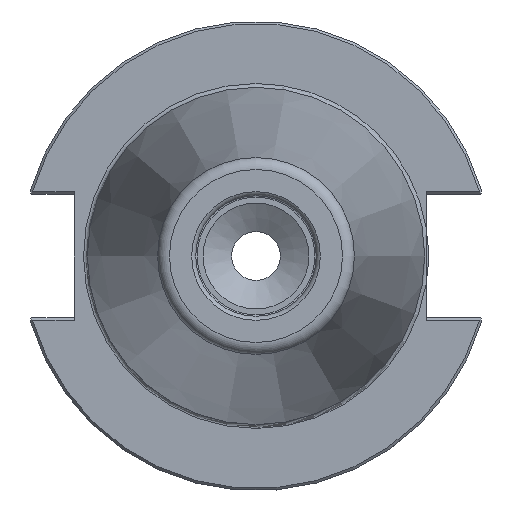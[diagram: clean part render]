
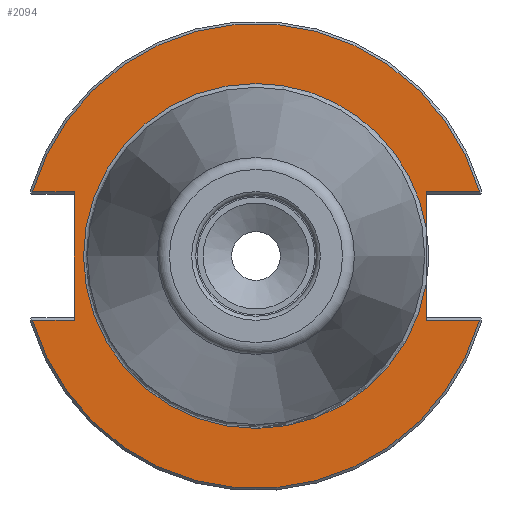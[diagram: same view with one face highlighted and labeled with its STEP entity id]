
A CAD part, left-side view. The second image highlights one B-rep face of the part: STEP entity #2094.
In plain terms, the highlighted planar face has unit normal (-1, 0, 0).
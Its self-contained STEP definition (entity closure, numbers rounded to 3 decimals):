
#123=PLANE('',#2280);
#203=FACE_OUTER_BOUND('',#320,.T.);
#320=EDGE_LOOP('',(#1496,#1497,#1498,#1499,#1500,#1501,#1502,#1503,#1504,
#1505,#1506));
#429=LINE('',#3287,#535);
#433=LINE('',#3295,#539);
#434=LINE('',#3299,#540);
#435=LINE('',#3301,#541);
#436=LINE('',#3303,#542);
#437=LINE('',#3307,#543);
#438=LINE('',#3309,#544);
#535=VECTOR('',#2640,10.);
#539=VECTOR('',#2646,10.);
#540=VECTOR('',#2649,10.);
#541=VECTOR('',#2650,10.);
#542=VECTOR('',#2651,10.);
#543=VECTOR('',#2654,10.);
#544=VECTOR('',#2655,10.);
#686=CIRCLE('',#2281,48.25);
#687=CIRCLE('',#2282,48.25);
#688=CIRCLE('',#2283,35.8);
#689=CIRCLE('',#2284,35.8);
#848=VERTEX_POINT('',#3282);
#849=VERTEX_POINT('',#3286);
#852=VERTEX_POINT('',#3294);
#853=VERTEX_POINT('',#3296);
#854=VERTEX_POINT('',#3298);
#855=VERTEX_POINT('',#3300);
#856=VERTEX_POINT('',#3302);
#857=VERTEX_POINT('',#3304);
#858=VERTEX_POINT('',#3306);
#859=VERTEX_POINT('',#3308);
#860=VERTEX_POINT('',#3310);
#1099=EDGE_CURVE('',#848,#849,#429,.T.);
#1103=EDGE_CURVE('',#852,#849,#433,.T.);
#1104=EDGE_CURVE('',#853,#848,#686,.T.);
#1105=EDGE_CURVE('',#854,#853,#434,.T.);
#1106=EDGE_CURVE('',#854,#855,#435,.T.);
#1107=EDGE_CURVE('',#856,#855,#436,.T.);
#1108=EDGE_CURVE('',#857,#856,#687,.T.);
#1109=EDGE_CURVE('',#858,#857,#437,.T.);
#1110=EDGE_CURVE('',#858,#859,#438,.T.);
#1111=EDGE_CURVE('',#859,#860,#688,.T.);
#1112=EDGE_CURVE('',#860,#852,#689,.T.);
#1496=ORIENTED_EDGE('',*,*,#1103,.T.);
#1497=ORIENTED_EDGE('',*,*,#1099,.F.);
#1498=ORIENTED_EDGE('',*,*,#1104,.F.);
#1499=ORIENTED_EDGE('',*,*,#1105,.F.);
#1500=ORIENTED_EDGE('',*,*,#1106,.T.);
#1501=ORIENTED_EDGE('',*,*,#1107,.F.);
#1502=ORIENTED_EDGE('',*,*,#1108,.F.);
#1503=ORIENTED_EDGE('',*,*,#1109,.F.);
#1504=ORIENTED_EDGE('',*,*,#1110,.T.);
#1505=ORIENTED_EDGE('',*,*,#1111,.T.);
#1506=ORIENTED_EDGE('',*,*,#1112,.T.);
#2094=ADVANCED_FACE('',(#203),#123,.T.);
#2280=AXIS2_PLACEMENT_3D('',#3293,#2644,#2645);
#2281=AXIS2_PLACEMENT_3D('',#3297,#2647,#2648);
#2282=AXIS2_PLACEMENT_3D('',#3305,#2652,#2653);
#2283=AXIS2_PLACEMENT_3D('',#3311,#2656,#2657);
#2284=AXIS2_PLACEMENT_3D('',#3312,#2658,#2659);
#2640=DIRECTION('',(0.,1.,0.));
#2644=DIRECTION('center_axis',(-1.,0.,0.));
#2645=DIRECTION('ref_axis',(0.,0.,1.));
#2646=DIRECTION('',(0.,0.,1.));
#2647=DIRECTION('center_axis',(1.,0.,0.));
#2648=DIRECTION('ref_axis',(0.,0.,-1.));
#2649=DIRECTION('',(0.,1.,0.));
#2650=DIRECTION('',(0.,0.,-1.));
#2651=DIRECTION('',(0.,-1.,0.));
#2652=DIRECTION('center_axis',(1.,0.,0.));
#2653=DIRECTION('ref_axis',(0.,0.,-1.));
#2654=DIRECTION('',(0.,-1.,0.));
#2655=DIRECTION('',(0.,0.,1.));
#2656=DIRECTION('center_axis',(1.,0.,0.));
#2657=DIRECTION('ref_axis',(0.,0.,-1.));
#2658=DIRECTION('center_axis',(1.,0.,0.));
#2659=DIRECTION('ref_axis',(0.,0.,-1.));
#3282=CARTESIAN_POINT('',(1.5,-46.373,13.325));
#3286=CARTESIAN_POINT('',(1.5,-35.3,13.325));
#3287=CARTESIAN_POINT('',(1.5,6.475,13.325));
#3293=CARTESIAN_POINT('Origin',(1.5,48.25,0.));
#3294=CARTESIAN_POINT('',(1.5,-35.3,5.962));
#3295=CARTESIAN_POINT('',(1.5,-35.3,-6.413));
#3296=CARTESIAN_POINT('',(1.5,46.373,13.325));
#3297=CARTESIAN_POINT('Origin',(1.5,0.,
0.));
#3298=CARTESIAN_POINT('',(1.5,37.7,13.325));
#3299=CARTESIAN_POINT('',(1.5,61.395,13.325));
#3300=CARTESIAN_POINT('',(1.5,37.7,-13.325));
#3301=CARTESIAN_POINT('',(1.5,37.7,6.413));
#3302=CARTESIAN_POINT('',(1.5,46.373,-13.325));
#3303=CARTESIAN_POINT('',(1.5,42.975,-13.325));
#3304=CARTESIAN_POINT('',(1.5,-46.373,-13.325));
#3305=CARTESIAN_POINT('Origin',(1.5,0.,
0.));
#3306=CARTESIAN_POINT('',(1.5,-35.3,-13.325));
#3307=CARTESIAN_POINT('',(1.5,-13.707,-13.325));
#3308=CARTESIAN_POINT('',(1.5,-35.3,-5.962));
#3309=CARTESIAN_POINT('',(1.5,-35.3,-6.413));
#3310=CARTESIAN_POINT('',(1.5,0.,35.8));
#3311=CARTESIAN_POINT('Origin',(1.5,0.,
0.));
#3312=CARTESIAN_POINT('Origin',(1.5,0.,
0.));
